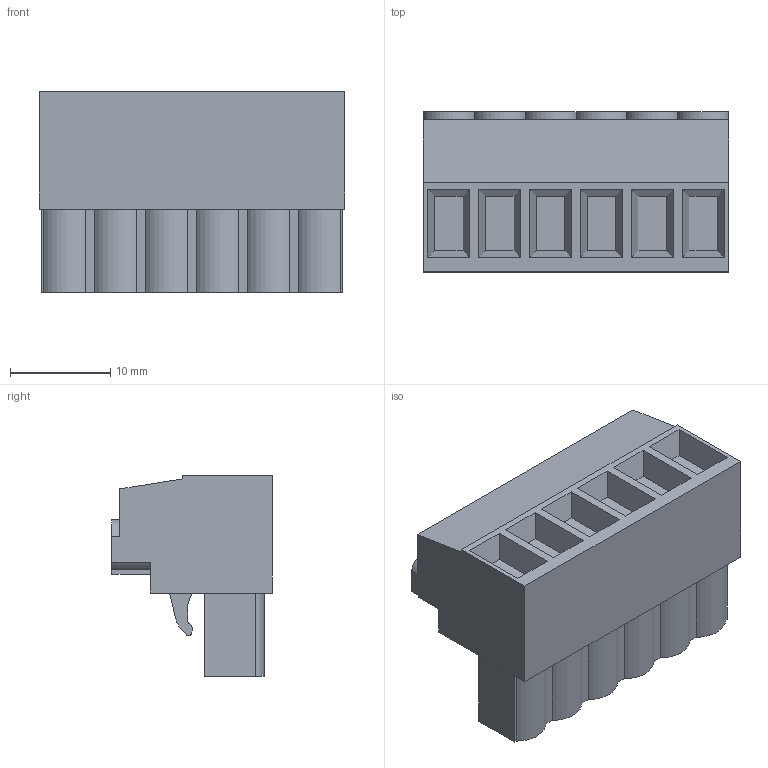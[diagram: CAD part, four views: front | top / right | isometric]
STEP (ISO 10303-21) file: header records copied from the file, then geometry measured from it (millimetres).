
FILE_DESCRIPTION(('CATIA V5 STEP Exchange','CAx-IF Rec.Pracs.--- Model Styling and Organization---1.2---2011-12-15'),'2;1');
FILE_NAME ('D1459893_0_1943850000_1943850000.stp','2018-09-20T16:43:59+00:00',('none'),('Weidmueller'),'CATIA Version 5-6 Release 2014','CATIA V5 STEP AP214','none');
FILE_SCHEMA(('AUTOMOTIVE_DESIGN { 1 0 10303 214 1 1 1 1 }'));
Length unit declared in the file: millimetre
Products named in the file (1): 1943850000
Bounding box: 30.48 x 16 x 20 mm (x, y, z)
Volume: 5817.3 mm3; surface area: 3652.6 mm2
Topology: 7 solids, 7 shells, 324 faces, 867 edges, 576 vertices
Faces by surface type: plane 232, cylinder 56, torus 24, cone 12
Entity records: 9122 total; most frequent: CARTESIAN_POINT 1760, ORIENTED_EDGE 1734, DIRECTION 1127, EDGE_CURVE 867, VECTOR 623, LINE 623, VERTEX_POINT 576, AXIS2_PLACEMENT_3D 345
